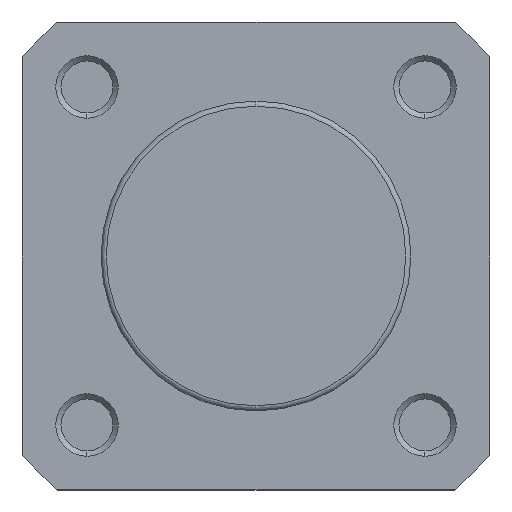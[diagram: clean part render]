
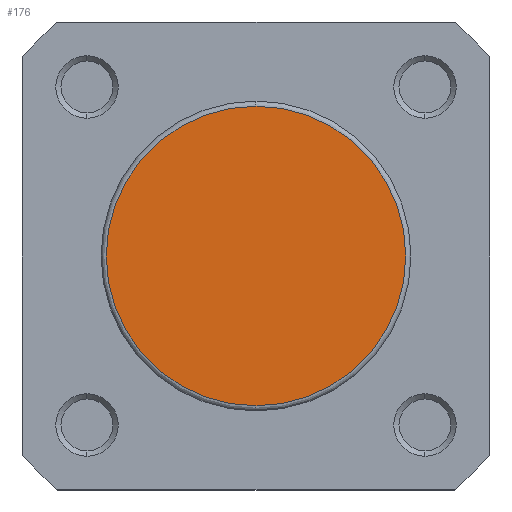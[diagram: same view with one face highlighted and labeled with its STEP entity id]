
A CAD part, left-side view. The second image highlights one B-rep face of the part: STEP entity #176.
In plain terms, the highlighted planar face has unit normal (-1, 0, 0).
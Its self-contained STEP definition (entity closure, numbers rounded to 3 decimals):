
#176 = ADVANCED_FACE ( 'NONE', ( #2197 ), #4427, .T. ) ;
#380 = EDGE_CURVE ( 'NONE', #964, #895, #5705, .T. ) ;
#433 = EDGE_CURVE ( 'NONE', #895, #964, #5787, .T. ) ;
#895 = VERTEX_POINT ( 'NONE', #2956 ) ;
#964 = VERTEX_POINT ( 'NONE', #3019 ) ;
#1199 = ORIENTED_EDGE ( 'NONE', *, *, #380, .T. ) ;
#1200 = ORIENTED_EDGE ( 'NONE', *, *, #433, .T. ) ;
#1711 = EDGE_LOOP ( 'NONE', ( #1199, #1200 ) ) ;
#2197 = FACE_OUTER_BOUND ( 'NONE', #1711, .T. ) ;
#2956 = CARTESIAN_POINT ( 'NONE',  ( 0., 0., -14.4 ) ) ;
#3019 = CARTESIAN_POINT ( 'NONE',  ( 0., 0., 14.4 ) ) ;
#3747 = AXIS2_PLACEMENT_3D ( 'NONE', #4426, #4428, #4429 ) ;
#3908 = AXIS2_PLACEMENT_3D ( 'NONE', #5125, #5126, #5127 ) ;
#3929 = AXIS2_PLACEMENT_3D ( 'NONE', #5247, #5254, #5255 ) ;
#4426 = CARTESIAN_POINT ( 'NONE',  ( 0., -14.9, 0. ) ) ;
#4427 = PLANE ( 'NONE',  #3747 ) ;
#4428 = DIRECTION ( 'NONE',  ( -1., 0., 0. ) ) ;
#4429 = DIRECTION ( 'NONE',  ( 0., 0., 1. ) ) ;
#5125 = CARTESIAN_POINT ( 'NONE',  ( 0., 0., 0. ) ) ;
#5126 = DIRECTION ( 'NONE',  ( -1., 0., 0. ) ) ;
#5127 = DIRECTION ( 'NONE',  ( 0., 0., 1. ) ) ;
#5247 = CARTESIAN_POINT ( 'NONE',  ( 0., 0., 0. ) ) ;
#5254 = DIRECTION ( 'NONE',  ( -1., 0., 0. ) ) ;
#5255 = DIRECTION ( 'NONE',  ( 0., 0., 1. ) ) ;
#5705 = CIRCLE ( 'NONE', #3908, 14.4 ) ;
#5787 = CIRCLE ( 'NONE', #3929, 14.4 ) ;
